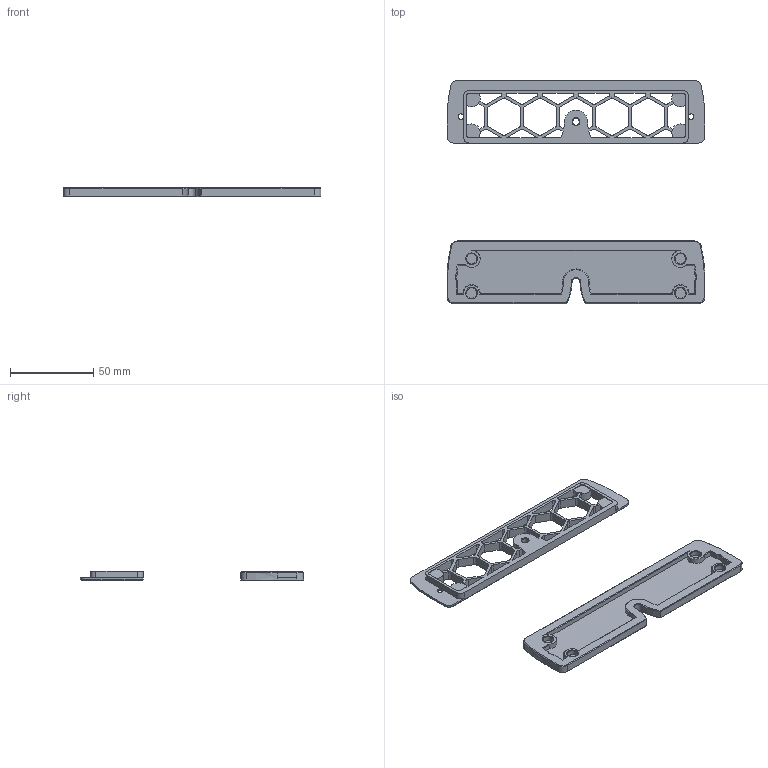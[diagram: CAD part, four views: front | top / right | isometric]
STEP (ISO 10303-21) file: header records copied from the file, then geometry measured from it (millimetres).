
FILE_DESCRIPTION(/* description */ (''),/* implementation_level */ '2;1');
FILE_NAME(/* name */ 'Magnetic Exhaust Grill Cover.step',/* time_stamp */ '2021-07-26T00:30:28+01:00',/* author */ (''),/* organization */ (''),/* preprocessor_version */ 'ST-DEVELOPER v18.1',/* originating_system */ 'Autodesk Translation Framework v10.9.0.1377',/* authorisation */ '');
FILE_SCHEMA (('AUTOMOTIVE_DESIGN { 1 0 10303 214 3 1 1 }'));
Length unit declared in the file: millimetre
Products named in the file (3): Magnetic Exhaust Grill Cover; Cover; Grill
Assembly tree (2 placements, depth 2):
  Magnetic Exhaust Grill Cover
    Cover
    Grill
Bounding box: 154.8 x 133.98 x 5.65 mm (x, y, z)
Volume: 30452.5 mm3; surface area: 28324.2 mm2
Topology: 2 solids, 2 shells, 377 faces, 985 edges, 625 vertices
Faces by surface type: plane 199, cylinder 125, cone 41, bspline 12
Full cylindrical faces by diameter (mm): 3.4 x2, 4 x1, 6.25 x6
Entity records: 12450 total; most frequent: CARTESIAN_POINT 2974, ORIENTED_EDGE 1970, DIRECTION 1939, EDGE_CURVE 985, AXIS2_PLACEMENT_3D 666, VERTEX_POINT 625, LINE 607, VECTOR 607
